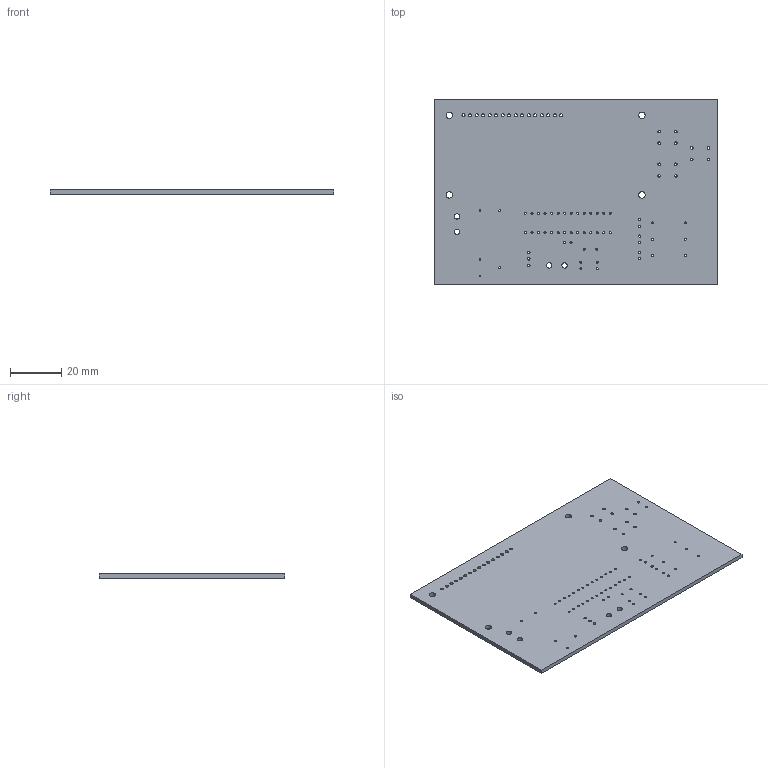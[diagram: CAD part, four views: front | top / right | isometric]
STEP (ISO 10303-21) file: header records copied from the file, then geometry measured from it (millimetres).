
FILE_DESCRIPTION(('KiCad electronic assembly'),'2;1');
FILE_NAME('BruceRouterPower.step','2020-06-15T21:39:05',('An Author'),( 'A Company'),'Open CASCADE STEP processor 6.9', 'KiCad to STEP converter','Unknown');
FILE_SCHEMA(('AUTOMOTIVE_DESIGN { 1 0 10303 214 1 1 1 1 }'));
Length unit declared in the file: millimetre
Products named in the file (2): Open CASCADE STEP translator 6.9 1; COMPOUND
Assembly tree (1 placements, depth 2):
  Open CASCADE STEP translator 6.9 1
    COMPOUND
Bounding box: 110.49 x 72.39 x 1.6 mm (x, y, z)
Volume: 12652.5 mm3; surface area: 16880.4 mm2
Topology: 1 solids, 1 shells, 98 faces, 288 edges, 192 vertices
Faces by surface type: cylinder 92, plane 6
Full cylindrical faces by diameter (mm): 0.762 x5, 0.8 x42, 0.9 x6, 1 x15, 1.2 x16, 2.1 x4, 2.5 x4
Entity records: 7535 total; most frequent: DIRECTION 1248, CARTESIAN_POINT 1156, ORIENTED_EDGE 576, PCURVE 576, DEFINITIONAL_REPRESENTATION 576, LINE 496, VECTOR 496, CIRCLE 368
